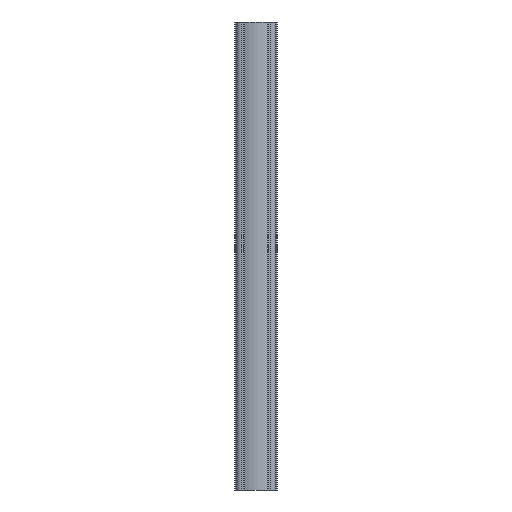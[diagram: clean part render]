
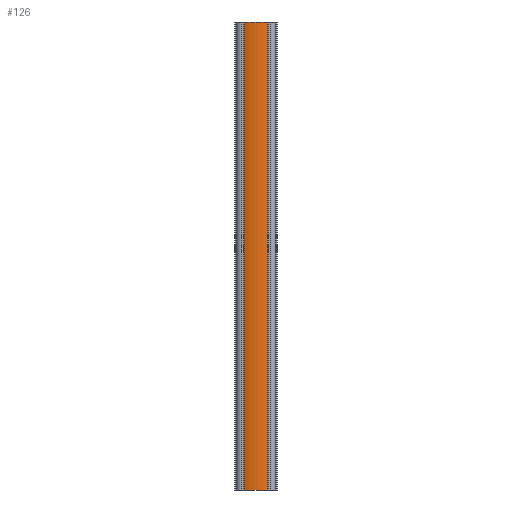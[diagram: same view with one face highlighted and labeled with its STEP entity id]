
A CAD part, front view. The second image highlights one B-rep face of the part: STEP entity #126.
In plain terms, the highlighted cylindrical face has radius 36 mm (diameter 72 mm), a partial arc.
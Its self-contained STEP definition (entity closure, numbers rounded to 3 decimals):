
#36 = ORIENTED_EDGE ( 'NONE', *, *, #2514, .F. ) ;
#126 = ADVANCED_FACE ( 'NONE', ( #2032 ), #2736, .T. ) ;
#167 = VECTOR ( 'NONE', #2135, 1000. ) ;
#189 = CIRCLE ( 'NONE', #2007, 36. ) ;
#220 = VERTEX_POINT ( 'NONE', #2577 ) ;
#253 = LINE ( 'NONE', #2156, #167 ) ;
#301 = DIRECTION ( 'NONE',  ( 0., 0., 1. ) ) ;
#331 = EDGE_LOOP ( 'NONE', ( #1043, #2897, #36, #1378 ) ) ;
#401 = CIRCLE ( 'NONE', #3268, 36. ) ;
#484 = AXIS2_PLACEMENT_3D ( 'NONE', #648, #1218, #660 ) ;
#561 = CARTESIAN_POINT ( 'NONE',  ( -12.434, -33.785, -183.09 ) ) ;
#596 = VERTEX_POINT ( 'NONE', #561 ) ;
#601 = EDGE_CURVE ( 'NONE', #1700, #220, #3134, .T. ) ;
#648 = CARTESIAN_POINT ( 'NONE',  ( 0., 0., 52.91 ) ) ;
#660 = DIRECTION ( 'NONE',  ( -1., 0., 0. ) ) ;
#711 = DIRECTION ( 'NONE',  ( 0., 0., 1. ) ) ;
#832 = CARTESIAN_POINT ( 'NONE',  ( 12.434, -33.785, 52.91 ) ) ;
#864 = EDGE_CURVE ( 'NONE', #596, #1700, #401, .T. ) ;
#896 = CARTESIAN_POINT ( 'NONE',  ( 0., 0., 316.91 ) ) ;
#1043 = ORIENTED_EDGE ( 'NONE', *, *, #601, .T. ) ;
#1218 = DIRECTION ( 'NONE',  ( 0., 0., 1. ) ) ;
#1375 = DIRECTION ( 'NONE',  ( 0., 0., 1. ) ) ;
#1378 = ORIENTED_EDGE ( 'NONE', *, *, #864, .T. ) ;
#1700 = VERTEX_POINT ( 'NONE', #2692 ) ;
#1848 = EDGE_CURVE ( 'NONE', #3190, #220, #189, .T. ) ;
#2007 = AXIS2_PLACEMENT_3D ( 'NONE', #896, #1375, #3312 ) ;
#2032 = FACE_OUTER_BOUND ( 'NONE', #331, .T. ) ;
#2118 = DIRECTION ( 'NONE',  ( -1., 0., 0. ) ) ;
#2135 = DIRECTION ( 'NONE',  ( 0., 0., 1. ) ) ;
#2156 = CARTESIAN_POINT ( 'NONE',  ( -12.434, -33.785, 52.91 ) ) ;
#2514 = EDGE_CURVE ( 'NONE', #596, #3190, #253, .T. ) ;
#2577 = CARTESIAN_POINT ( 'NONE',  ( 12.434, -33.785, 316.91 ) ) ;
#2692 = CARTESIAN_POINT ( 'NONE',  ( 12.434, -33.785, -183.09 ) ) ;
#2736 = CYLINDRICAL_SURFACE ( 'NONE', #484, 36. ) ;
#2886 = CARTESIAN_POINT ( 'NONE',  ( 0., 0., -183.09 ) ) ;
#2897 = ORIENTED_EDGE ( 'NONE', *, *, #1848, .F. ) ;
#3052 = VECTOR ( 'NONE', #301, 1000. ) ;
#3134 = LINE ( 'NONE', #832, #3052 ) ;
#3190 = VERTEX_POINT ( 'NONE', #3302 ) ;
#3268 = AXIS2_PLACEMENT_3D ( 'NONE', #2886, #711, #2118 ) ;
#3302 = CARTESIAN_POINT ( 'NONE',  ( -12.434, -33.785, 316.91 ) ) ;
#3312 = DIRECTION ( 'NONE',  ( 0., 1., 0. ) ) ;
